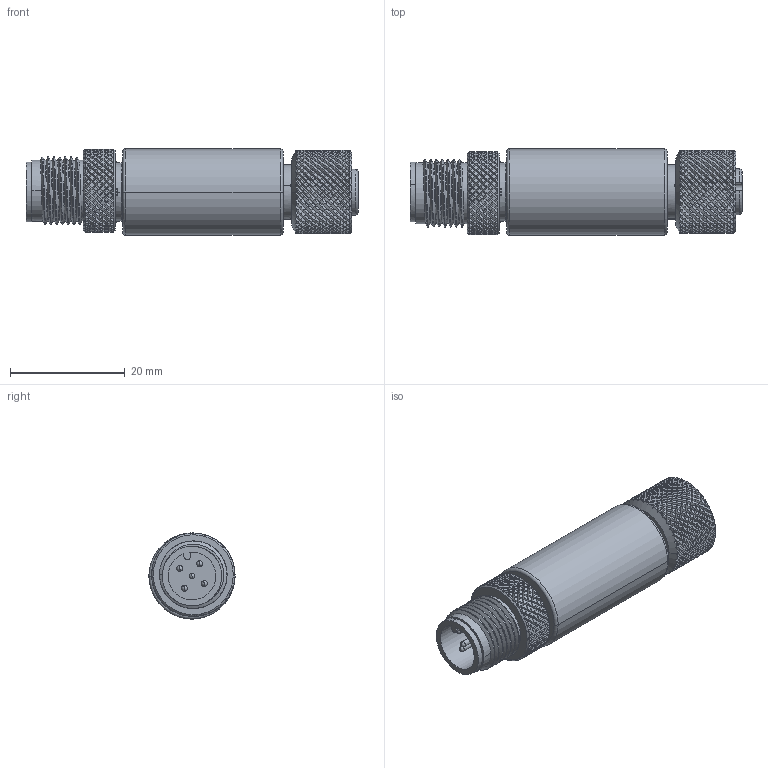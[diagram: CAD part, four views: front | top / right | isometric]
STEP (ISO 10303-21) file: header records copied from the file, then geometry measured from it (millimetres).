
FILE_DESCRIPTION((''),'2;1');
FILE_NAME('227579_ASM','2022-03-03T15:12:31',('PDMAdmin'),('BANNER ENGINEERING'),'CREO PARAMETRIC BY PTC INC, 2019292','CREO PARAMETRIC BY PTC INC, 2019292','');
FILE_SCHEMA(('CONFIG_CONTROL_DESIGN'));
Products named in the file (2): 227579_EP01; 227579_ASM
Assembly tree (1 placements, depth 2):
  227579_ASM
    227579_EP01
Bounding box: 57.75 x 15 x 15 mm (x, y, z)
Volume: 7384.7 mm3; surface area: 6253.2 mm2
Topology: 1 solids, 1 shells, 5756 faces, 12662 edges, 6893 vertices
Faces by surface type: bspline 3879, cylinder 1289, plane 529, sphere 24, torus 20, cone 14, revolution 1
Entity records: 238871 total; most frequent: CARTESIAN_POINT 146719, ORIENTED_EDGE 25304, EDGE_CURVE 12652, B_SPLINE_CURVE_WITH_KNOTS 10208, DIRECTION 7156, VERTEX_POINT 6893, EDGE_LOOP 5821, FACE_OUTER_BOUND 5756
